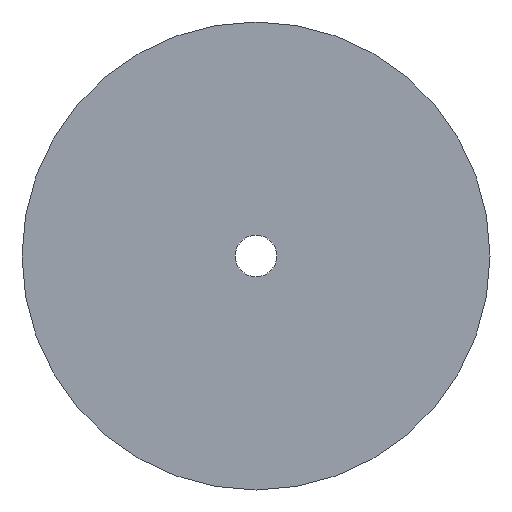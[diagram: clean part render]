
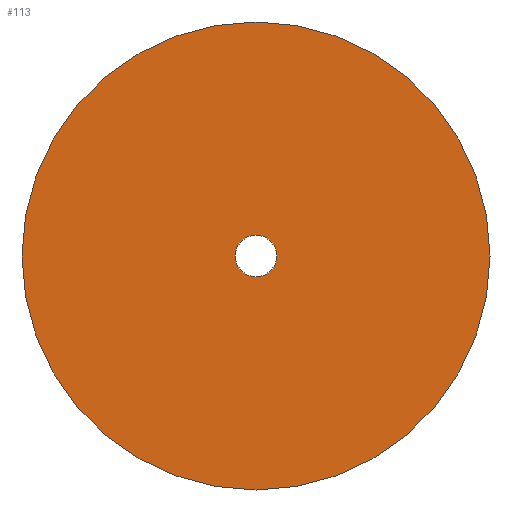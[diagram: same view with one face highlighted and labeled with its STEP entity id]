
A CAD part, front view. The second image highlights one B-rep face of the part: STEP entity #113.
In plain terms, the highlighted planar face has unit normal (0, -1, 0).
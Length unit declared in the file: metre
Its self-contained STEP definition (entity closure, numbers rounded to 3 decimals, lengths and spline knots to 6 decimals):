
#113=ADVANCED_FACE('1:1205',(#145,#146),#147,.T.);
#145=FACE_BOUND('',#178,.T.);
#146=FACE_OUTER_BOUND('',#179,.T.);
#147=PLANE('',#180);
#178=EDGE_LOOP('',(#280,#281));
#179=EDGE_LOOP('',(#282,#283));
#180=AXIS2_PLACEMENT_3D('',#284,#285,#286);
#280=ORIENTED_EDGE('',*,*,#316,.T.);
#281=ORIENTED_EDGE('',*,*,#307,.T.);
#282=ORIENTED_EDGE('',*,*,#299,.T.);
#283=ORIENTED_EDGE('',*,*,#317,.T.);
#284=CARTESIAN_POINT('',(0.0,0.0,0.0));
#285=DIRECTION('',(0.0,-1.0,0.0));
#286=DIRECTION('',(0.0,0.0,-1.0));
#299=EDGE_CURVE('1:1375',#333,#336,#338,.T.);
#307=EDGE_CURVE('1:1365',#347,#350,#352,.T.);
#316=EDGE_CURVE('1:1365',#350,#347,#363,.T.);
#317=EDGE_CURVE('1:1375',#336,#333,#364,.T.);
#333=VERTEX_POINT('',#381);
#336=VERTEX_POINT('',#384);
#338=CIRCLE('',#386,0.014288);
#347=VERTEX_POINT('',#395);
#350=VERTEX_POINT('',#399);
#352=CIRCLE('',#402,0.00127);
#363=CIRCLE('',#415,0.00127);
#364=CIRCLE('',#416,0.014288);
#381=CARTESIAN_POINT('',(0.0,0.0,-0.014288));
#384=CARTESIAN_POINT('',(0.,0.0,0.014288));
#386=AXIS2_PLACEMENT_3D('',#446,#447,#448);
#395=CARTESIAN_POINT('',(0.,0.0,-0.00127));
#399=CARTESIAN_POINT('',(0.0,0.0,0.00127));
#402=AXIS2_PLACEMENT_3D('',#466,#467,#468);
#415=AXIS2_PLACEMENT_3D('',#489,#490,#491);
#416=AXIS2_PLACEMENT_3D('',#492,#493,#494);
#446=CARTESIAN_POINT('',(0.0,0.0,0.0));
#447=DIRECTION('',(0.0,-1.0,0.0));
#448=DIRECTION('',(0.0,0.0,-1.0));
#466=CARTESIAN_POINT('',(0.0,0.0,0.0));
#467=DIRECTION('',(0.0,1.0,0.0));
#468=DIRECTION('',(0.0,0.0,1.0));
#489=CARTESIAN_POINT('',(0.0,0.0,0.0));
#490=DIRECTION('',(0.0,1.0,0.0));
#491=DIRECTION('',(0.0,0.0,1.0));
#492=CARTESIAN_POINT('',(0.0,0.0,0.0));
#493=DIRECTION('',(0.0,-1.0,0.0));
#494=DIRECTION('',(0.0,0.0,-1.0));
